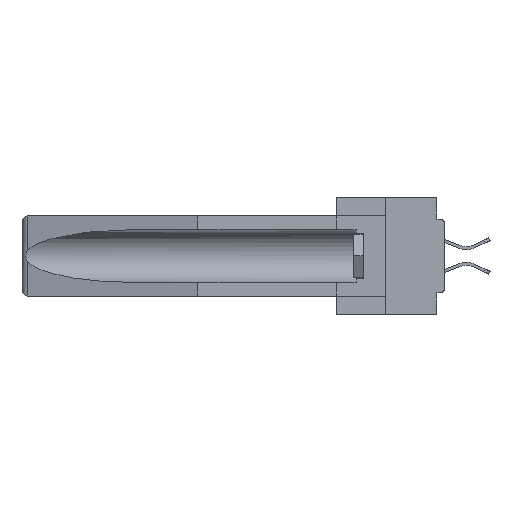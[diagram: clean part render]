
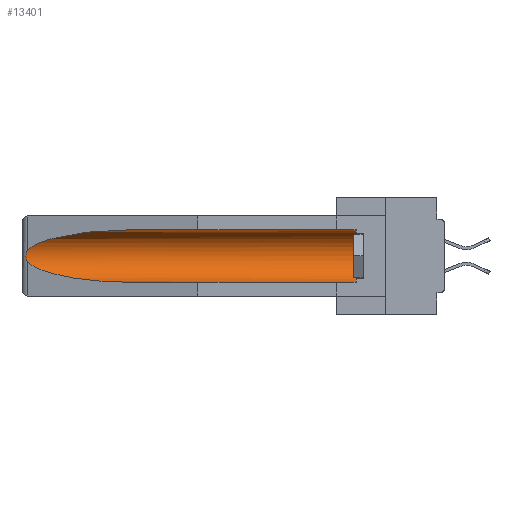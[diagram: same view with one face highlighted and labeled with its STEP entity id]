
A CAD part, left-side view. The second image highlights one B-rep face of the part: STEP entity #13401.
In plain terms, the highlighted cylindrical face has radius 2.857 mm (diameter 5.715 mm), a partial arc.
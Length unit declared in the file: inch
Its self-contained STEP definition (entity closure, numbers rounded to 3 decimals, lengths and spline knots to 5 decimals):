
#221 = LINE ( 'NONE', #15072, #26816 ) ;
#602 = CARTESIAN_POINT ( 'NONE',  ( 0.26537, 1.52718, -0.14972 ) ) ;
#972 = AXIS2_PLACEMENT_3D ( 'NONE', #35547, #20375, #14367 ) ;
#1405 = B_SPLINE_CURVE_WITH_KNOTS ( 'NONE', 3,
 ( #36494, #24875, #12441, #27918, #18447, #21474, #31435, #34173, #1586, #7387 ),
 .UNSPECIFIED., .F., .F.,
 ( 4, 2, 2, 2, 4 ),
 ( 0., 0.00029, 0.00058, 0.00087, 0.00117 ),
 .UNSPECIFIED. ) ;
#1586 = CARTESIAN_POINT ( 'NONE',  ( 0.26597, 1.5296, -0.19026 ) ) ;
#1643 = EDGE_CURVE ( 'NONE', #14427, #11642, #34861, .T. ) ;
#3569 = VERTEX_POINT ( 'NONE', #27736 ) ;
#3794 = EDGE_LOOP ( 'NONE', ( #32647, #27547, #6261, #27828, #23189, #5188 ) ) ;
#5188 = ORIENTED_EDGE ( 'NONE', *, *, #15045, .T. ) ;
#6261 = ORIENTED_EDGE ( 'NONE', *, *, #38056, .T. ) ;
#6891 = CARTESIAN_POINT ( 'NONE',  ( 0.21114, 1.30732, -0.284 ) ) ;
#7140 = CARTESIAN_POINT ( 'NONE',  ( 0.155, 1.07973, -0.284 ) ) ;
#7387 = CARTESIAN_POINT ( 'NONE',  ( 0.26537, 1.52718, -0.19328 ) ) ;
#9276 = CARTESIAN_POINT ( 'NONE',  ( 0.21114, 1.30732, -0.059 ) ) ;
#10051 = EDGE_CURVE ( 'NONE', #3569, #38174, #17645, .T. ) ;
#11082 = CARTESIAN_POINT ( 'NONE',  ( 0.155, -0.30754, -0.284 ) ) ;
#11642 = VERTEX_POINT ( 'NONE', #18321 ) ;
#12441 = CARTESIAN_POINT ( 'NONE',  ( 0.26654, 1.53092, -0.15636 ) ) ;
#12696 = CARTESIAN_POINT ( 'NONE',  ( 0.25451, 1.48313, -0.24835 ) ) ;
#13401 = ADVANCED_FACE ( 'NONE', ( #28668 ), #38422, .F. ) ;
#14367 = DIRECTION ( 'NONE',  ( 0., 0., 1. ) ) ;
#14427 = VERTEX_POINT ( 'NONE', #22952 ) ;
#15045 = EDGE_CURVE ( 'NONE', #38174, #14427, #221, .T. ) ;
#15072 = CARTESIAN_POINT ( 'NONE',  ( 0.155, -0.30754, -0.059 ) ) ;
#16132 = EDGE_CURVE ( 'NONE', #11642, #37223, #1405, .T. ) ;
#17229 = EDGE_CURVE ( 'NONE', #3569, #28810, #26667, .T. ) ;
#17645 = CIRCLE ( 'NONE', #972, 0.1125 ) ;
#17843 = CARTESIAN_POINT ( 'NONE',  ( 0.25451, 1.48313, -0.09465 ) ) ;
#18321 = CARTESIAN_POINT ( 'NONE',  ( 0.26537, 1.52718, -0.14972 ) ) ;
#18447 = CARTESIAN_POINT ( 'NONE',  ( 0.2675, 1.53308, -0.16763 ) ) ;
#20375 = DIRECTION ( 'NONE',  ( 0., -1., 0. ) ) ;
#21280 = CARTESIAN_POINT ( 'NONE',  ( 0.155, 1.07973, -0.059 ) ) ;
#21474 = CARTESIAN_POINT ( 'NONE',  ( 0.2675, 1.53308, -0.17534 ) ) ;
#22952 = CARTESIAN_POINT ( 'NONE',  ( 0.155, 1.07973, -0.059 ) ) ;
#23189 = ORIENTED_EDGE ( 'NONE', *, *, #10051, .T. ) ;
#24875 = CARTESIAN_POINT ( 'NONE',  ( 0.26597, 1.52961, -0.15275 ) ) ;
#25032 = CARTESIAN_POINT ( 'NONE',  ( 0.26537, 1.52718, -0.19328 ) ) ;
#26667 = LINE ( 'NONE', #11082, #35076 ) ;
#26816 = VECTOR ( 'NONE', #32766, 39.37008 ) ;
#27547 = ORIENTED_EDGE ( 'NONE', *, *, #16132, .T. ) ;
#27720 = DIRECTION ( 'NONE',  ( 0., 0., 1. ) ) ;
#27736 = CARTESIAN_POINT ( 'NONE',  ( 0.155, 0.126, -0.284 ) ) ;
#27828 = ORIENTED_EDGE ( 'NONE', *, *, #17229, .F. ) ;
#27918 = CARTESIAN_POINT ( 'NONE',  ( 0.2673, 1.5327, -0.16383 ) ) ;
#28668 = FACE_OUTER_BOUND ( 'NONE', #3794, .T. ) ;
#28810 = VERTEX_POINT ( 'NONE', #36551 ) ;
#28906 = DIRECTION ( 'NONE',  ( 0., 1., 0. ) ) ;
#29111 =( BOUNDED_CURVE ( )  B_SPLINE_CURVE ( 3, ( #25032, #12696, #6891, #7140 ),
 .UNSPECIFIED., .F., .F. ) 
 B_SPLINE_CURVE_WITH_KNOTS ( ( 4, 4 ),
 ( 0.1948, 1.5708 ),
 .UNSPECIFIED. ) 
 CURVE ( )  GEOMETRIC_REPRESENTATION_ITEM ( )  RATIONAL_B_SPLINE_CURVE ( ( 1., 0.848, 0.848, 1. ) ) 
 REPRESENTATION_ITEM ( '' )  );
#30583 = AXIS2_PLACEMENT_3D ( 'NONE', #33991, #30748, #27720 ) ;
#30748 = DIRECTION ( 'NONE',  ( 0., 1., 0. ) ) ;
#31435 = CARTESIAN_POINT ( 'NONE',  ( 0.2673, 1.53269, -0.17917 ) ) ;
#32647 = ORIENTED_EDGE ( 'NONE', *, *, #1643, .T. ) ;
#32766 = DIRECTION ( 'NONE',  ( 0., 1., 0. ) ) ;
#33991 = CARTESIAN_POINT ( 'NONE',  ( 0.155, -0.30754, -0.1715 ) ) ;
#34069 = CARTESIAN_POINT ( 'NONE',  ( 0.155, 0.126, -0.059 ) ) ;
#34154 = CARTESIAN_POINT ( 'NONE',  ( 0.26537, 1.52718, -0.19328 ) ) ;
#34173 = CARTESIAN_POINT ( 'NONE',  ( 0.26655, 1.53094, -0.18657 ) ) ;
#34861 =( BOUNDED_CURVE ( )  B_SPLINE_CURVE ( 3, ( #21280, #9276, #17843, #602 ),
 .UNSPECIFIED., .F., .F. ) 
 B_SPLINE_CURVE_WITH_KNOTS ( ( 4, 4 ),
 ( 4.71239, 6.08839 ),
 .UNSPECIFIED. ) 
 CURVE ( )  GEOMETRIC_REPRESENTATION_ITEM ( )  RATIONAL_B_SPLINE_CURVE ( ( 1., 0.848, 0.848, 1. ) ) 
 REPRESENTATION_ITEM ( '' )  );
#35076 = VECTOR ( 'NONE', #28906, 39.37008 ) ;
#35547 = CARTESIAN_POINT ( 'NONE',  ( 0.155, 0.126, -0.1715 ) ) ;
#36494 = CARTESIAN_POINT ( 'NONE',  ( 0.26537, 1.52718, -0.14972 ) ) ;
#36551 = CARTESIAN_POINT ( 'NONE',  ( 0.155, 1.07973, -0.284 ) ) ;
#37223 = VERTEX_POINT ( 'NONE', #34154 ) ;
#38056 = EDGE_CURVE ( 'NONE', #37223, #28810, #29111, .T. ) ;
#38174 = VERTEX_POINT ( 'NONE', #34069 ) ;
#38422 = CYLINDRICAL_SURFACE ( 'NONE', #30583, 0.1125 ) ;
